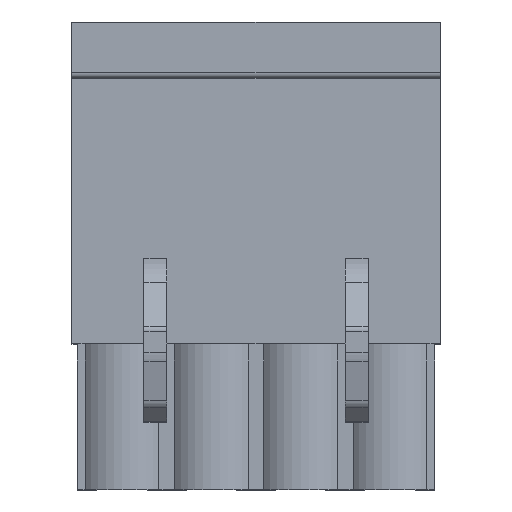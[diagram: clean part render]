
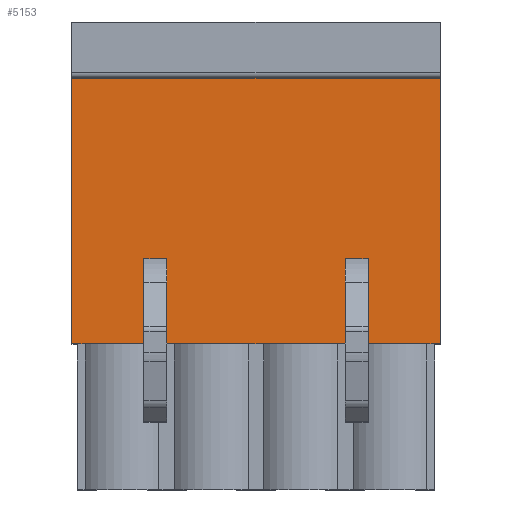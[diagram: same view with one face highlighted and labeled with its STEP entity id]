
A CAD part, top view. The second image highlights one B-rep face of the part: STEP entity #5153.
In plain terms, the highlighted planar face has unit normal (0, 0, 1).
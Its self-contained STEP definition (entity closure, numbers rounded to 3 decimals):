
#6=DIRECTION('',(0.,-1.,0.));
#7=VECTOR('',#6,15.1);
#8=CARTESIAN_POINT('',(0.,9.44,6.96));
#9=LINE('',#8,#7);
#287=DIRECTION('',(-1.,0.,0.));
#288=VECTOR('',#287,4.09);
#289=CARTESIAN_POINT('',(-16.85,-5.66,6.96));
#290=LINE('',#289,#288);
#295=DIRECTION('',(-1.,0.,0.));
#296=VECTOR('',#295,10.16);
#297=CARTESIAN_POINT('',(-5.39,-5.66,6.96));
#298=LINE('',#297,#296);
#303=DIRECTION('',(-1.,0.,0.));
#304=VECTOR('',#303,4.09);
#305=CARTESIAN_POINT('',(0.,-5.66,6.96));
#306=LINE('',#305,#304);
#875=DIRECTION('',(0.,1.,0.));
#876=VECTOR('',#875,4.844);
#877=CARTESIAN_POINT('',(-16.85,-5.66,6.96));
#878=LINE('',#877,#876);
#879=DIRECTION('',(-1.,0.,0.));
#880=VECTOR('',#879,20.94);
#881=CARTESIAN_POINT('',(0.,9.44,6.96));
#882=LINE('',#881,#880);
#883=DIRECTION('',(0.,1.,0.));
#884=VECTOR('',#883,4.844);
#885=CARTESIAN_POINT('',(-4.09,-5.66,6.96));
#886=LINE('',#885,#884);
#887=DIRECTION('',(1.,0.,0.));
#888=VECTOR('',#887,1.3);
#889=CARTESIAN_POINT('',(-5.39,-0.816,6.96));
#890=LINE('',#889,#888);
#891=DIRECTION('',(0.,1.,0.));
#892=VECTOR('',#891,4.844);
#893=CARTESIAN_POINT('',(-5.39,-5.66,6.96));
#894=LINE('',#893,#892);
#895=DIRECTION('',(0.,1.,0.));
#896=VECTOR('',#895,4.844);
#897=CARTESIAN_POINT('',(-15.55,-5.66,6.96));
#898=LINE('',#897,#896);
#899=DIRECTION('',(1.,0.,0.));
#900=VECTOR('',#899,1.3);
#901=CARTESIAN_POINT('',(-16.85,-0.816,6.96));
#902=LINE('',#901,#900);
#1196=DIRECTION('',(0.,-1.,0.));
#1197=VECTOR('',#1196,15.1);
#1198=CARTESIAN_POINT('',(-20.94,9.44,6.96));
#1199=LINE('',#1198,#1197);
#2993=CARTESIAN_POINT('',(0.,9.44,6.96));
#2994=CARTESIAN_POINT('',(0.,-5.66,6.96));
#2995=VERTEX_POINT('',#2993);
#2996=VERTEX_POINT('',#2994);
#3031=CARTESIAN_POINT('',(-20.94,9.44,6.96));
#3032=CARTESIAN_POINT('',(-20.94,-5.66,6.96));
#3033=VERTEX_POINT('',#3031);
#3034=VERTEX_POINT('',#3032);
#3853=CARTESIAN_POINT('',(-4.09,-5.66,6.96));
#3854=CARTESIAN_POINT('',(-4.09,-0.816,6.96));
#3855=VERTEX_POINT('',#3853);
#3856=VERTEX_POINT('',#3854);
#3857=CARTESIAN_POINT('',(-5.39,-5.66,6.96));
#3858=CARTESIAN_POINT('',(-5.39,-0.816,6.96));
#3859=VERTEX_POINT('',#3857);
#3860=VERTEX_POINT('',#3858);
#3921=CARTESIAN_POINT('',(-16.85,-5.66,6.96));
#3922=VERTEX_POINT('',#3921);
#3923=CARTESIAN_POINT('',(-16.85,-0.816,6.96));
#3924=VERTEX_POINT('',#3923);
#3925=CARTESIAN_POINT('',(-15.55,-5.66,6.96));
#3926=VERTEX_POINT('',#3925);
#3927=CARTESIAN_POINT('',(-15.55,-0.816,6.96));
#3928=VERTEX_POINT('',#3927);
#5126=CARTESIAN_POINT('',(0.,9.44,6.96));
#5127=DIRECTION('',(0.,0.,1.));
#5128=DIRECTION('',(0.,-1.,0.));
#5129=AXIS2_PLACEMENT_3D('',#5126,#5127,#5128);
#5130=PLANE('',#5129);
#5132=ORIENTED_EDGE('',*,*,#5131,.F.);
#5133=ORIENTED_EDGE('',*,*,#4066,.T.);
#5135=ORIENTED_EDGE('',*,*,#5134,.F.);
#5137=ORIENTED_EDGE('',*,*,#5136,.F.);
#5138=ORIENTED_EDGE('',*,*,#3938,.T.);
#5139=ORIENTED_EDGE('',*,*,#4082,.T.);
#5141=ORIENTED_EDGE('',*,*,#5140,.T.);
#5143=ORIENTED_EDGE('',*,*,#5142,.F.);
#5145=ORIENTED_EDGE('',*,*,#5144,.F.);
#5146=ORIENTED_EDGE('',*,*,#4074,.T.);
#5148=ORIENTED_EDGE('',*,*,#5147,.T.);
#5150=ORIENTED_EDGE('',*,*,#5149,.F.);
#5151=EDGE_LOOP('',(#5132,#5133,#5135,#5137,#5138,#5139,#5141,#5143,#5145,#5146,
#5148,#5150));
#5152=FACE_OUTER_BOUND('',#5151,.F.);
#5153=ADVANCED_FACE('',(#5152),#5130,.T.);
#3938=EDGE_CURVE('',#2995,#2996,#9,.T.);
#4066=EDGE_CURVE('',#3922,#3034,#290,.T.);
#4074=EDGE_CURVE('',#3859,#3926,#298,.T.);
#4082=EDGE_CURVE('',#2996,#3855,#306,.T.);
#5131=EDGE_CURVE('',#3922,#3924,#878,.T.);
#5134=EDGE_CURVE('',#3033,#3034,#1199,.T.);
#5136=EDGE_CURVE('',#2995,#3033,#882,.T.);
#5140=EDGE_CURVE('',#3855,#3856,#886,.T.);
#5142=EDGE_CURVE('',#3860,#3856,#890,.T.);
#5144=EDGE_CURVE('',#3859,#3860,#894,.T.);
#5147=EDGE_CURVE('',#3926,#3928,#898,.T.);
#5149=EDGE_CURVE('',#3924,#3928,#902,.T.);
